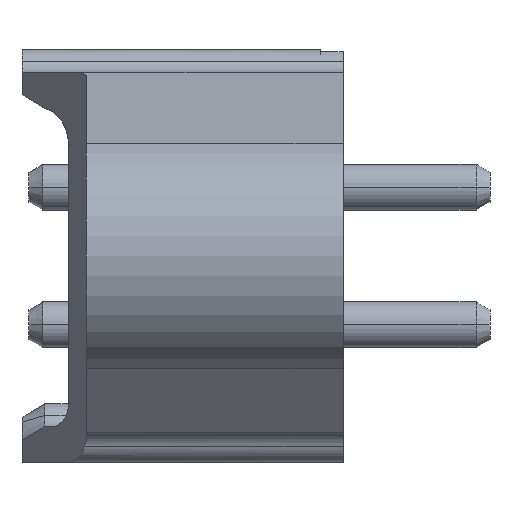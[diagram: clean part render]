
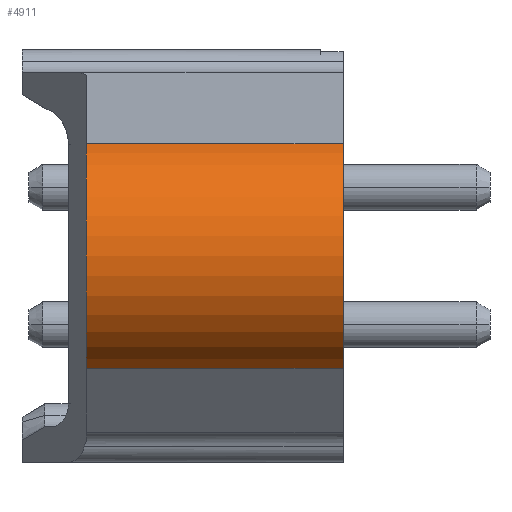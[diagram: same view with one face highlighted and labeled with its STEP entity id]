
A CAD part, left-side view. The second image highlights one B-rep face of the part: STEP entity #4911.
In plain terms, the highlighted cylindrical face has radius 2.65 mm (diameter 5.3 mm), a partial arc.
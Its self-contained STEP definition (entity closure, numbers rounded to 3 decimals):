
#42=CARTESIAN_POINT('',(8.,0.,0.));
#43=DIRECTION('',(0.,1.,0.));
#44=DIRECTION('',(0.381,0.,0.925));
#45=AXIS2_PLACEMENT_3D('',#42,#43,#44);
#1585=CARTESIAN_POINT('',(8.,5.6,0.));
#1586=DIRECTION('',(0.,1.,0.));
#1587=DIRECTION('',(0.381,0.,0.925));
#1588=AXIS2_PLACEMENT_3D('',#1585,#1586,#1587);
#1593=DIRECTION('',(0.,1.,0.));
#1594=VECTOR('',#1593,5.6);
#1595=CARTESIAN_POINT('',(9.01,0.,2.45));
#1596=LINE('',#1595,#1594);
#1600=DIRECTION('',(0.,1.,0.));
#1601=VECTOR('',#1600,5.6);
#1602=CARTESIAN_POINT('',(9.01,0.,-2.45));
#1603=LINE('',#1602,#1601);
#3323=CARTESIAN_POINT('',(9.01,0.,2.45));
#3324=CARTESIAN_POINT('',(9.01,0.,-2.45));
#3325=VERTEX_POINT('',#3323);
#3326=VERTEX_POINT('',#3324);
#3455=CARTESIAN_POINT('',(9.01,5.6,2.45));
#3456=CARTESIAN_POINT('',(9.01,5.6,-2.45));
#3457=VERTEX_POINT('',#3455);
#3458=VERTEX_POINT('',#3456);
#4898=CARTESIAN_POINT('',(8.,0.,0.));
#4899=DIRECTION('',(0.,1.,0.));
#4900=DIRECTION('',(1.,0.,0.));
#4901=AXIS2_PLACEMENT_3D('',#4898,#4899,#4900);
#4902=CYLINDRICAL_SURFACE('',#4901,2.65);
#4903=ORIENTED_EDGE('',*,*,#4880,.T.);
#4905=ORIENTED_EDGE('',*,*,#4904,.F.);
#4906=ORIENTED_EDGE('',*,*,#3840,.F.);
#4908=ORIENTED_EDGE('',*,*,#4907,.T.);
#4909=EDGE_LOOP('',(#4903,#4905,#4906,#4908));
#4910=FACE_OUTER_BOUND('',#4909,.F.);
#4911=ADVANCED_FACE('',(#4910),#4902,.T.);
#46=CIRCLE('',#45,2.65);
#1589=CIRCLE('',#1588,2.65);
#3840=EDGE_CURVE('',#3325,#3326,#46,.T.);
#4880=EDGE_CURVE('',#3457,#3458,#1589,.T.);
#4904=EDGE_CURVE('',#3326,#3458,#1603,.T.);
#4907=EDGE_CURVE('',#3325,#3457,#1596,.T.);
